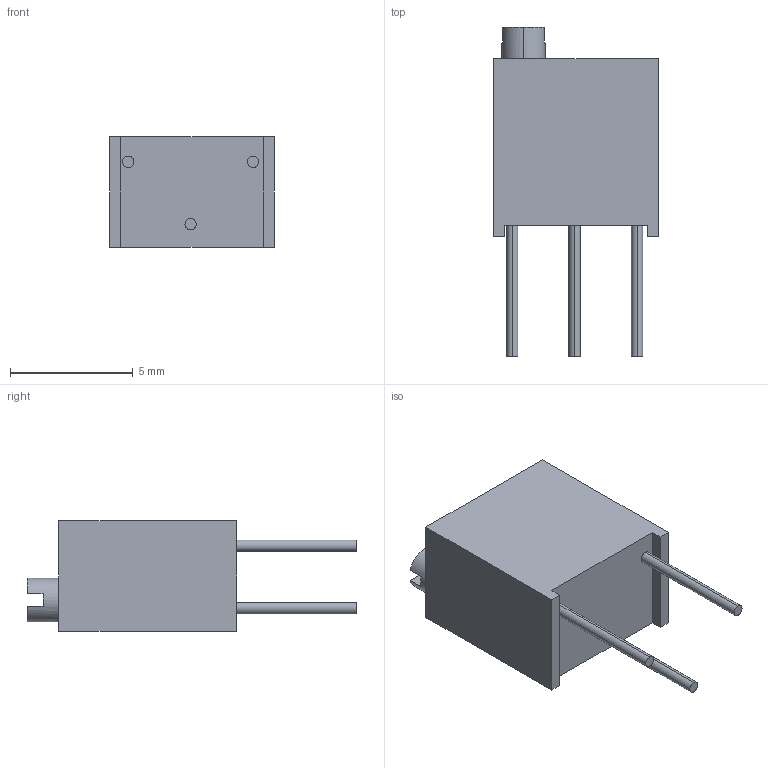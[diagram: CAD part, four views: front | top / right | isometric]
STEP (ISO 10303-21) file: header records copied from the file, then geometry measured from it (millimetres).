
FILE_DESCRIPTION (( 'STEP AP214' ), '1' );
FILE_NAME ('3266W-1-103LF.STEP', '2021-10-24T05:25:48', ( '' ), ( '' ), 'SwSTEP 2.0', 'SolidWorks 2018', '' );
FILE_SCHEMA (( 'AUTOMOTIVE_DESIGN' ));
Length unit declared in the file: millimetre
Products named in the file (2): 3266W-1-103LF
Bounding box: 6.71 x 13.4 x 4.5 mm (x, y, z)
Volume: 211.9 mm3; surface area: 253.4 mm2
Topology: 1 solids, 1 shells, 26 faces, 60 edges, 40 vertices
Faces by surface type: plane 18, cylinder 8
Entity records: 1079 total; most frequent: DIRECTION 136, CARTESIAN_POINT 128, ORIENTED_EDGE 120, EDGE_CURVE 60, AXIS2_PLACEMENT_3D 48, VERTEX_POINT 40, LINE 40, VECTOR 40
